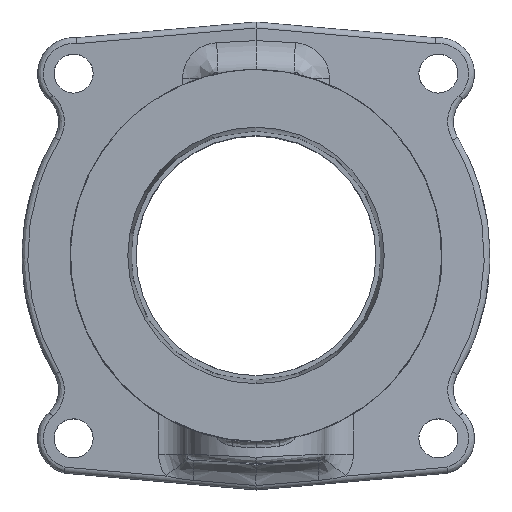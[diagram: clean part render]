
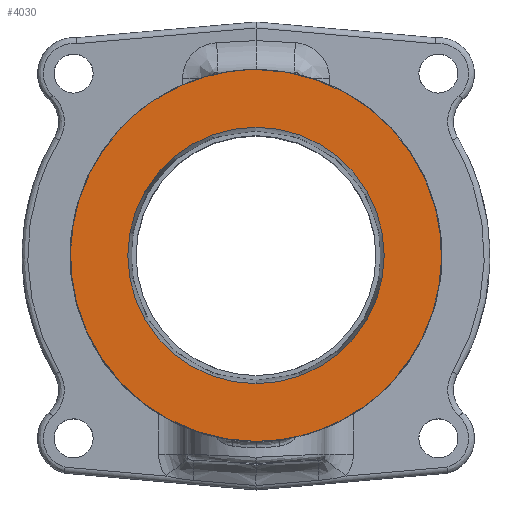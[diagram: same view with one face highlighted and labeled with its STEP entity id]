
A CAD part, top view. The second image highlights one B-rep face of the part: STEP entity #4030.
In plain terms, the highlighted planar face has unit normal (0, 0, 1).
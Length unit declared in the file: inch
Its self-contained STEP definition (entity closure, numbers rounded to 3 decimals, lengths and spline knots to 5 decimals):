
#441=CARTESIAN_POINT('',(0.,0.,3.71462));
#442=DIRECTION('',(0.,0.,1.));
#443=DIRECTION('',(0.,-1.,0.));
#444=AXIS2_PLACEMENT_3D('',#441,#442,#443);
#459=CARTESIAN_POINT('',(0.,1.93742,
3.71462));
#460=CARTESIAN_POINT('',(0.05349,1.93729,3.71462));
#461=CARTESIAN_POINT('',(0.16045,1.93234,3.71462));
#462=CARTESIAN_POINT('',(0.32221,1.91118,3.71462));
#463=CARTESIAN_POINT('',(0.4812,1.87668,3.71462));
#464=CARTESIAN_POINT('',(0.63401,1.83004,3.71462));
#465=CARTESIAN_POINT('',(0.78171,1.77167,3.71462));
#466=CARTESIAN_POINT('',(0.93367,1.69663,3.71462));
#467=CARTESIAN_POINT('',(1.09478,1.59807,3.71462));
#468=CARTESIAN_POINT('',(1.26894,1.46494,3.71462));
#469=CARTESIAN_POINT('',(1.4472,1.29039,3.71462));
#470=CARTESIAN_POINT('',(1.61253,1.07798,3.71462));
#471=CARTESIAN_POINT('',(1.7541,0.82886,3.71462));
#472=CARTESIAN_POINT('',(1.85745,0.55939,3.71462));
#473=CARTESIAN_POINT('',(1.9191,0.28144,3.71462));
#474=CARTESIAN_POINT('',(1.93955,0.00011,3.71462));
#475=CARTESIAN_POINT('',(1.91912,-0.28127,3.71462));
#476=CARTESIAN_POINT('',(1.85746,-0.55936,3.71462));
#477=CARTESIAN_POINT('',(1.75407,-0.82895,3.71462));
#478=CARTESIAN_POINT('',(1.61242,-1.07815,3.71462));
#479=CARTESIAN_POINT('',(1.44705,-1.29055,3.71462));
#480=CARTESIAN_POINT('',(1.2688,-1.46505,3.71462));
#481=CARTESIAN_POINT('',(1.0947,-1.59812,3.71462));
#482=CARTESIAN_POINT('',(0.93364,-1.69664,3.71462));
#483=CARTESIAN_POINT('',(0.78172,-1.77167,3.71462));
#484=CARTESIAN_POINT('',(0.63403,-1.83004,3.71462));
#485=CARTESIAN_POINT('',(0.48121,-1.87667,3.71462));
#486=CARTESIAN_POINT('',(0.32222,-1.91118,3.71462));
#487=CARTESIAN_POINT('',(0.16045,-1.93234,3.71462));
#488=CARTESIAN_POINT('',(0.05349,-1.93729,3.71462));
#489=CARTESIAN_POINT('',(0.,-1.93742,
3.71462));
#535=CARTESIAN_POINT('',(0.,-1.93742,
3.71462));
#536=CARTESIAN_POINT('',(-0.05349,-1.93729,
3.71462));
#537=CARTESIAN_POINT('',(-0.16045,-1.93234,
3.71462));
#538=CARTESIAN_POINT('',(-0.32221,-1.91118,
3.71462));
#539=CARTESIAN_POINT('',(-0.48121,-1.87667,
3.71462));
#540=CARTESIAN_POINT('',(-0.63402,-1.83004,
3.71462));
#541=CARTESIAN_POINT('',(-0.78171,-1.77167,3.71462));
#542=CARTESIAN_POINT('',(-0.93363,-1.69664,
3.71462));
#543=CARTESIAN_POINT('',(-1.09469,-1.59812,3.71462));
#544=CARTESIAN_POINT('',(-1.26879,-1.46506,3.71462));
#545=CARTESIAN_POINT('',(-1.44704,-1.29056,3.71462));
#546=CARTESIAN_POINT('',(-1.61242,-1.07817,3.71462));
#547=CARTESIAN_POINT('',(-1.75406,-0.82897,
3.71462));
#548=CARTESIAN_POINT('',(-1.85746,-0.55937,
3.71462));
#549=CARTESIAN_POINT('',(-1.91912,-0.28129,
3.71462));
#550=CARTESIAN_POINT('',(-1.93955,0.0001,3.71462));
#551=CARTESIAN_POINT('',(-1.9191,0.28142,3.71462));
#552=CARTESIAN_POINT('',(-1.85745,0.55937,3.71462));
#553=CARTESIAN_POINT('',(-1.75411,0.82885,3.71462));
#554=CARTESIAN_POINT('',(-1.61254,1.07797,3.71462));
#555=CARTESIAN_POINT('',(-1.44721,1.29038,3.71462));
#556=CARTESIAN_POINT('',(-1.26895,1.46493,3.71462));
#557=CARTESIAN_POINT('',(-1.09479,1.59806,3.71462));
#558=CARTESIAN_POINT('',(-0.93368,1.69662,3.71462));
#559=CARTESIAN_POINT('',(-0.78172,1.77167,3.71462));
#560=CARTESIAN_POINT('',(-0.63401,1.83004,3.71462));
#561=CARTESIAN_POINT('',(-0.48121,1.87667,3.71462));
#562=CARTESIAN_POINT('',(-0.32222,1.91118,3.71462));
#563=CARTESIAN_POINT('',(-0.16045,1.93234,3.71462));
#564=CARTESIAN_POINT('',(-0.05349,1.93729,3.71462));
#565=CARTESIAN_POINT('',(0.,1.93742,
3.71462));
#3046=CARTESIAN_POINT('',(0.,0.,3.71462));
#3047=DIRECTION('',(0.,0.,1.));
#3048=DIRECTION('',(0.,1.,0.));
#3049=AXIS2_PLACEMENT_3D('',#3046,#3047,#3048);
#3320=VERTEX_POINT('',#459);
#3321=VERTEX_POINT('',#489);
#3322=CARTESIAN_POINT('',(0.,1.33569,3.71462));
#3323=CARTESIAN_POINT('',(0.,-1.33569,3.71462));
#3324=VERTEX_POINT('',#3322);
#3325=VERTEX_POINT('',#3323);
#4014=CARTESIAN_POINT('',(2.07021,2.9255,3.71462));
#4015=DIRECTION('',(0.,0.,-1.));
#4016=DIRECTION('',(-1.,0.,0.));
#4017=AXIS2_PLACEMENT_3D('',#4014,#4015,#4016);
#4018=PLANE('',#4017);
#4020=ORIENTED_EDGE('',*,*,#4019,.T.);
#4022=ORIENTED_EDGE('',*,*,#4021,.T.);
#4023=EDGE_LOOP('',(#4020,#4022));
#4024=FACE_OUTER_BOUND('',#4023,.F.);
#4026=ORIENTED_EDGE('',*,*,#4025,.T.);
#4027=ORIENTED_EDGE('',*,*,#4004,.T.);
#4028=EDGE_LOOP('',(#4026,#4027));
#4029=FACE_BOUND('',#4028,.F.);
#445=CIRCLE('',#444,1.33569);
#490=B_SPLINE_CURVE_WITH_KNOTS('',3,(#459,#460,#461,#462,#463,#464,#465,#466,
#467,#468,#469,#470,#471,#472,#473,#474,#475,#476,#477,#478,#479,#480,#481,#482,
#483,#484,#485,#486,#487,#488,#489),.UNSPECIFIED.,.F.,.F.,(4,1,1,1,1,1,1,1,1,1,
1,1,1,1,1,1,1,1,1,1,1,1,1,1,1,1,1,1,4),(0.,0.03571,
0.07143,0.10714,0.14286,0.17857,
0.21429,0.25,0.28571,0.32143,0.35714,
0.39286,0.42857,0.46429,0.5,0.53571,
0.57143,0.60714,0.64286,0.67857,
0.71429,0.75,0.78571,0.82143,0.85714,
0.89286,0.92857,0.96429,1.),.UNSPECIFIED.);
#566=B_SPLINE_CURVE_WITH_KNOTS('',3,(#535,#536,#537,#538,#539,#540,#541,#542,
#543,#544,#545,#546,#547,#548,#549,#550,#551,#552,#553,#554,#555,#556,#557,#558,
#559,#560,#561,#562,#563,#564,#565),.UNSPECIFIED.,.F.,.F.,(4,1,1,1,1,1,1,1,1,1,
1,1,1,1,1,1,1,1,1,1,1,1,1,1,1,1,1,1,4),(0.,0.03571,
0.07143,0.10714,0.14286,0.17857,
0.21429,0.25,0.28571,0.32143,0.35714,
0.39286,0.42857,0.46429,0.5,0.53571,
0.57143,0.60714,0.64286,0.67857,
0.71429,0.75,0.78571,0.82143,0.85714,
0.89286,0.92857,0.96429,1.),.UNSPECIFIED.);
#3050=CIRCLE('',#3049,1.33569);
#4004=EDGE_CURVE('',#3325,#3324,#445,.T.);
#4019=EDGE_CURVE('',#3320,#3321,#490,.T.);
#4021=EDGE_CURVE('',#3321,#3320,#566,.T.);
#4025=EDGE_CURVE('',#3324,#3325,#3050,.T.);
#4030=ADVANCED_FACE('',(#4024,#4029),#4018,.F.);
